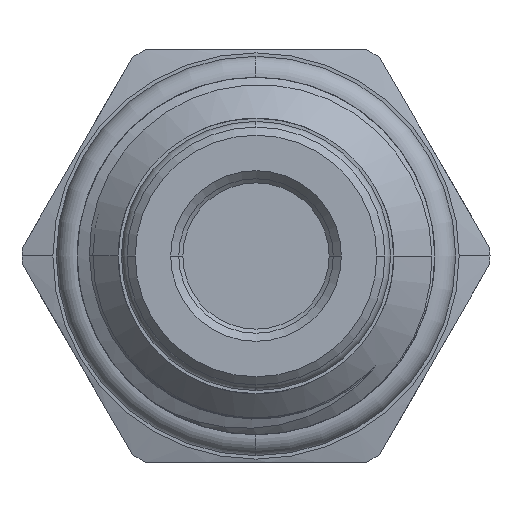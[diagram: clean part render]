
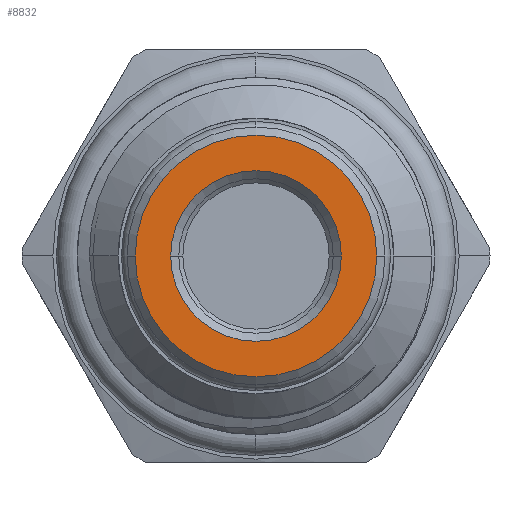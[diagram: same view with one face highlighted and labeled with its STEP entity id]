
A CAD part, left-side view. The second image highlights one B-rep face of the part: STEP entity #8832.
In plain terms, the highlighted planar face has unit normal (-1, 0, 0).
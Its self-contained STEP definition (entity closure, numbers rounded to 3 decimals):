
#1958 = EDGE_CURVE ( 'NONE', #10324, #8695, #9914, .T. ) ;
#2648 = EDGE_CURVE ( 'NONE', #10564, #8746, #6986, .T. ) ;
#3150 = EDGE_CURVE ( 'NONE', #8695, #10324, #7727, .T. ) ;
#3157 = EDGE_CURVE ( 'NONE', #8746, #10564, #7722, .T. ) ;
#3181 = CARTESIAN_POINT ( 'NONE',  ( -36.5, 0., 0. ) ) ;
#3188 = PLANE ( 'NONE',  #10599 ) ;
#3192 = DIRECTION ( 'NONE',  ( -1., 0., 0. ) ) ;
#3203 = DIRECTION ( 'NONE',  ( 0., -1., 0. ) ) ;
#3500 = EDGE_LOOP ( 'NONE', ( #6529, #6677 ) ) ;
#5037 = CARTESIAN_POINT ( 'NONE',  ( -36.5, 0., 0. ) ) ;
#5038 = DIRECTION ( 'NONE',  ( -1., 0., 0. ) ) ;
#5039 = DIRECTION ( 'NONE',  ( 0., -1., 0. ) ) ;
#5121 = DIRECTION ( 'NONE',  ( -1., 0., 0. ) ) ;
#5122 = DIRECTION ( 'NONE',  ( 0., -1., 0. ) ) ;
#5129 = CARTESIAN_POINT ( 'NONE',  ( -36.5, 0., 0. ) ) ;
#5262 = CARTESIAN_POINT ( 'NONE',  ( -36.5, 7.435, 0. ) ) ;
#5632 = CARTESIAN_POINT ( 'NONE',  ( -36.5, 0., 0. ) ) ;
#5640 = DIRECTION ( 'NONE',  ( -1., 0., 0. ) ) ;
#5847 = DIRECTION ( 'NONE',  ( 0., -1., 0. ) ) ;
#6529 = ORIENTED_EDGE ( 'NONE', *, *, #3157, .F. ) ;
#6562 = ORIENTED_EDGE ( 'NONE', *, *, #1958, .T. ) ;
#6632 = ORIENTED_EDGE ( 'NONE', *, *, #3150, .T. ) ;
#6677 = ORIENTED_EDGE ( 'NONE', *, *, #2648, .F. ) ;
#6986 = CIRCLE ( 'NONE', #10785, 5.25 ) ;
#7722 = CIRCLE ( 'NONE', #10713, 5.25 ) ;
#7727 = CIRCLE ( 'NONE', #10711, 7.435 ) ;
#8695 = VERTEX_POINT ( 'NONE', #5262 ) ;
#8746 = VERTEX_POINT ( 'NONE', #14835 ) ;
#8832 = ADVANCED_FACE ( 'NONE', ( #13612, #13437 ), #3188, .T. ) ;
#8990 = CARTESIAN_POINT ( 'NONE',  ( -36.5, -7.435, 0. ) ) ;
#9077 = CARTESIAN_POINT ( 'NONE',  ( -36.5, 5.25, 0. ) ) ;
#9601 = EDGE_LOOP ( 'NONE', ( #6632, #6562 ) ) ;
#9914 = CIRCLE ( 'NONE', #10873, 7.435 ) ;
#10324 = VERTEX_POINT ( 'NONE', #8990 ) ;
#10564 = VERTEX_POINT ( 'NONE', #9077 ) ;
#10599 = AXIS2_PLACEMENT_3D ( 'NONE', #3181, #3192, #3203 ) ;
#10711 = AXIS2_PLACEMENT_3D ( 'NONE', #5129, #5121, #5122 ) ;
#10713 = AXIS2_PLACEMENT_3D ( 'NONE', #5037, #5038, #5039 ) ;
#10785 = AXIS2_PLACEMENT_3D ( 'NONE', #5632, #5640, #5847 ) ;
#10873 = AXIS2_PLACEMENT_3D ( 'NONE', #14279, #14284, #14297 ) ;
#13437 = FACE_BOUND ( 'NONE', #3500, .T. ) ;
#13612 = FACE_OUTER_BOUND ( 'NONE', #9601, .T. ) ;
#14279 = CARTESIAN_POINT ( 'NONE',  ( -36.5, 0., 0. ) ) ;
#14284 = DIRECTION ( 'NONE',  ( -1., 0., 0. ) ) ;
#14297 = DIRECTION ( 'NONE',  ( 0., -1., 0. ) ) ;
#14835 = CARTESIAN_POINT ( 'NONE',  ( -36.5, -5.25, 0. ) ) ;
